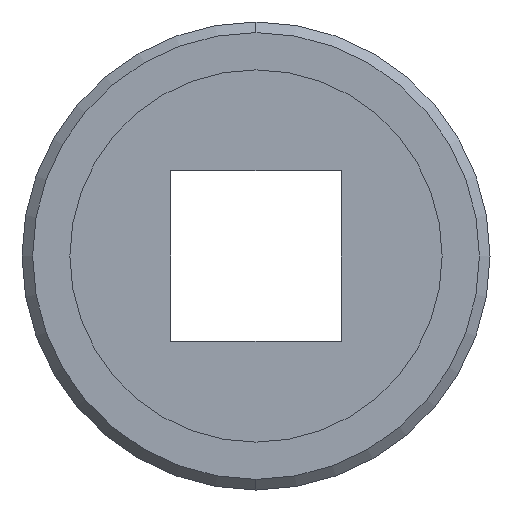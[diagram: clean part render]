
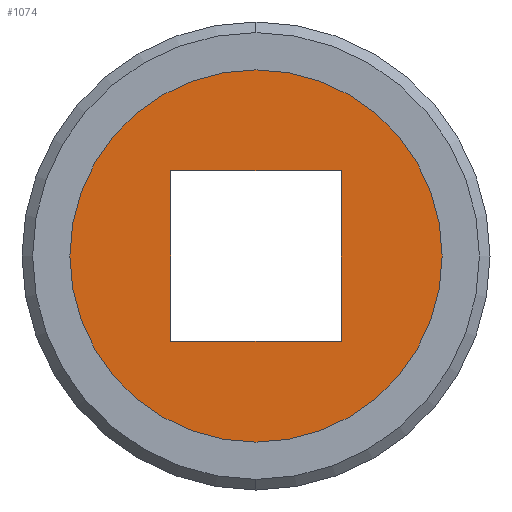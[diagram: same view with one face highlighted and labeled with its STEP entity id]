
A CAD part, left-side view. The second image highlights one B-rep face of the part: STEP entity #1074.
In plain terms, the highlighted planar face has unit normal (-1, 0, 0).
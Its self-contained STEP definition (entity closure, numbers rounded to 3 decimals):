
#33 = CIRCLE ( 'NONE', #768, 8.75 ) ;
#46 = FACE_BOUND ( 'NONE', #719, .T. ) ;
#80 = LINE ( 'NONE', #1119, #961 ) ;
#110 = VERTEX_POINT ( 'NONE', #318 ) ;
#127 = VERTEX_POINT ( 'NONE', #338 ) ;
#145 = VECTOR ( 'NONE', #234, 1000. ) ;
#149 = LINE ( 'NONE', #829, #869 ) ;
#202 = VECTOR ( 'NONE', #924, 1000. ) ;
#213 = DIRECTION ( 'NONE',  ( 0., 0., 1. ) ) ;
#224 = ORIENTED_EDGE ( 'NONE', *, *, #373, .T. ) ;
#234 = DIRECTION ( 'NONE',  ( 0., -1., 0. ) ) ;
#260 = ORIENTED_EDGE ( 'NONE', *, *, #889, .F. ) ;
#265 = ORIENTED_EDGE ( 'NONE', *, *, #425, .T. ) ;
#266 = CIRCLE ( 'NONE', #935, 8.75 ) ;
#291 = CARTESIAN_POINT ( 'NONE',  ( 0., -4., -4. ) ) ;
#294 = CARTESIAN_POINT ( 'NONE',  ( 0., -4., 4. ) ) ;
#304 = CARTESIAN_POINT ( 'NONE',  ( 0., 4., -4. ) ) ;
#318 = CARTESIAN_POINT ( 'NONE',  ( 0., 0., 8.75 ) ) ;
#320 = LINE ( 'NONE', #304, #202 ) ;
#321 = LINE ( 'NONE', #483, #145 ) ;
#338 = CARTESIAN_POINT ( 'NONE',  ( 0., 4., 4. ) ) ;
#343 = DIRECTION ( 'NONE',  ( 0., -1., 0. ) ) ;
#373 = EDGE_CURVE ( 'NONE', #572, #110, #33, .T. ) ;
#385 = VERTEX_POINT ( 'NONE', #722 ) ;
#400 = DIRECTION ( 'NONE',  ( 1., 0., 0. ) ) ;
#421 = VERTEX_POINT ( 'NONE', #291 ) ;
#425 = EDGE_CURVE ( 'NONE', #110, #572, #266, .T. ) ;
#472 = CARTESIAN_POINT ( 'NONE',  ( 0., 0., 0. ) ) ;
#483 = CARTESIAN_POINT ( 'NONE',  ( 0., 4., 4. ) ) ;
#508 = EDGE_LOOP ( 'NONE', ( #224, #265 ) ) ;
#562 = CARTESIAN_POINT ( 'NONE',  ( 0., 0., 0. ) ) ;
#572 = VERTEX_POINT ( 'NONE', #583 ) ;
#583 = CARTESIAN_POINT ( 'NONE',  ( 0., 0., -8.75 ) ) ;
#640 = VERTEX_POINT ( 'NONE', #294 ) ;
#651 = PLANE ( 'NONE',  #808 ) ;
#655 = ORIENTED_EDGE ( 'NONE', *, *, #676, .F. ) ;
#676 = EDGE_CURVE ( 'NONE', #421, #640, #149, .T. ) ;
#705 = ORIENTED_EDGE ( 'NONE', *, *, #1095, .T. ) ;
#712 = EDGE_CURVE ( 'NONE', #385, #127, #320, .T. ) ;
#719 = EDGE_LOOP ( 'NONE', ( #705, #655, #260, #973 ) ) ;
#722 = CARTESIAN_POINT ( 'NONE',  ( 0., 4., -4. ) ) ;
#728 = DIRECTION ( 'NONE',  ( 0., 0., -1. ) ) ;
#768 = AXIS2_PLACEMENT_3D ( 'NONE', #892, #1080, #213 ) ;
#800 = FACE_OUTER_BOUND ( 'NONE', #508, .T. ) ;
#808 = AXIS2_PLACEMENT_3D ( 'NONE', #562, #400, #728 ) ;
#818 = DIRECTION ( 'NONE',  ( 0., 0., 1. ) ) ;
#829 = CARTESIAN_POINT ( 'NONE',  ( 0., -4., -4. ) ) ;
#869 = VECTOR ( 'NONE', #818, 1000. ) ;
#889 = EDGE_CURVE ( 'NONE', #385, #421, #80, .T. ) ;
#892 = CARTESIAN_POINT ( 'NONE',  ( 0., 0., 0. ) ) ;
#895 = DIRECTION ( 'NONE',  ( -1., 0., 0. ) ) ;
#924 = DIRECTION ( 'NONE',  ( 0., 0., 1. ) ) ;
#935 = AXIS2_PLACEMENT_3D ( 'NONE', #472, #895, #974 ) ;
#961 = VECTOR ( 'NONE', #343, 1000. ) ;
#973 = ORIENTED_EDGE ( 'NONE', *, *, #712, .T. ) ;
#974 = DIRECTION ( 'NONE',  ( 0., 0., 1. ) ) ;
#1074 = ADVANCED_FACE ( 'NONE', ( #46, #800 ), #651, .F. ) ;
#1080 = DIRECTION ( 'NONE',  ( -1., 0., 0. ) ) ;
#1095 = EDGE_CURVE ( 'NONE', #127, #640, #321, .T. ) ;
#1119 = CARTESIAN_POINT ( 'NONE',  ( 0., 4., -4. ) ) ;
